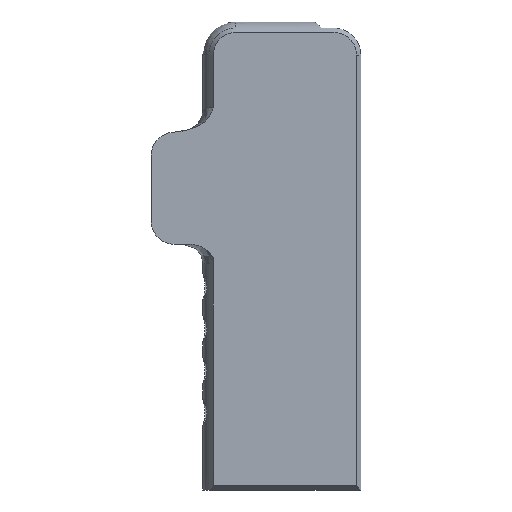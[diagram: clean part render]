
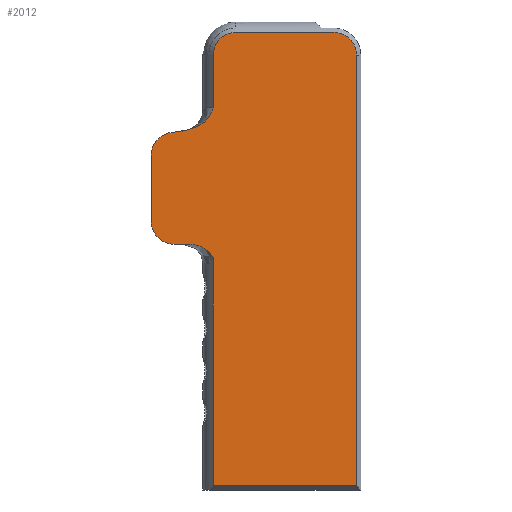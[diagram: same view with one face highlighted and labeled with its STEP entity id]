
A CAD part, front view. The second image highlights one B-rep face of the part: STEP entity #2012.
In plain terms, the highlighted planar face has unit normal (0, -1, 0).
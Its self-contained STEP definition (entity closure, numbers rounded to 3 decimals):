
#79=LINE('',#2827,#261);
#143=LINE('',#3162,#325);
#205=LINE('',#3309,#387);
#208=LINE('',#3317,#390);
#209=LINE('',#3320,#391);
#222=LINE('',#3698,#404);
#226=LINE('',#3708,#408);
#229=LINE('',#3713,#411);
#261=VECTOR('',#2224,10.);
#325=VECTOR('',#2380,10.);
#387=VECTOR('',#2528,10.);
#390=VECTOR('',#2537,10.);
#391=VECTOR('',#2540,10.);
#404=VECTOR('',#2577,10.);
#408=VECTOR('',#2589,10.);
#411=VECTOR('',#2594,10.);
#489=PLANE('',#2161);
#578=FACE_OUTER_BOUND('',#692,.T.);
#692=EDGE_LOOP('',(#1763,#1764,#1765,#1766,#1767,#1768,#1769,#1770,#1771,
#1772,#1773,#1774,#1775,#1776,#1777));
#734=CIRCLE('',#2051,7.792);
#758=CIRCLE('',#2097,2.972);
#769=CIRCLE('',#2139,2.97);
#774=CIRCLE('',#2155,2.903);
#776=CIRCLE('',#2160,2.948);
#795=B_SPLINE_CURVE_WITH_KNOTS('',3,(#2797,#2798,#2799,#2800,#2801,#2802,
#2803,#2804,#2805,#2806),.UNSPECIFIED.,.F.,.F.,(4,2,2,2,4),(0.083,
0.144,0.254,0.34,0.425),
 .UNSPECIFIED.);
#802=B_SPLINE_CURVE_WITH_KNOTS('',3,(#2933,#2934,#2935,#2936,#2937,#2938,
#2939,#2940),.UNSPECIFIED.,.F.,.F.,(4,2,2,4),(0.,0.135,0.28,
0.308),.UNSPECIFIED.);
#848=VERTEX_POINT('',#2777);
#849=VERTEX_POINT('',#2796);
#853=VERTEX_POINT('',#2826);
#856=VERTEX_POINT('',#2872);
#860=VERTEX_POINT('',#2926);
#862=VERTEX_POINT('',#2944);
#931=VERTEX_POINT('',#3159);
#932=VERTEX_POINT('',#3161);
#933=VERTEX_POINT('',#3168);
#976=VERTEX_POINT('',#3315);
#977=VERTEX_POINT('',#3319);
#1005=VERTEX_POINT('',#3696);
#1006=VERTEX_POINT('',#3697);
#1008=VERTEX_POINT('',#3707);
#1009=VERTEX_POINT('',#3712);
#1047=EDGE_CURVE('',#849,#848,#795,.F.);
#1053=EDGE_CURVE('',#849,#853,#79,.T.);
#1061=EDGE_CURVE('',#860,#856,#802,.T.);
#1064=EDGE_CURVE('',#862,#860,#734,.T.);
#1155=EDGE_CURVE('',#931,#932,#143,.T.);
#1159=EDGE_CURVE('',#933,#932,#758,.T.);
#1228=EDGE_CURVE('',#862,#933,#205,.T.);
#1229=EDGE_CURVE('',#931,#853,#769,.T.);
#1232=EDGE_CURVE('',#848,#976,#208,.T.);
#1233=EDGE_CURVE('',#977,#856,#209,.T.);
#1268=EDGE_CURVE('',#1005,#1006,#222,.T.);
#1272=EDGE_CURVE('',#1006,#977,#774,.T.);
#1274=EDGE_CURVE('',#976,#1008,#226,.T.);
#1277=EDGE_CURVE('',#1008,#1009,#229,.T.);
#1279=EDGE_CURVE('',#1009,#1005,#776,.T.);
#1763=ORIENTED_EDGE('',*,*,#1268,.T.);
#1764=ORIENTED_EDGE('',*,*,#1272,.T.);
#1765=ORIENTED_EDGE('',*,*,#1233,.T.);
#1766=ORIENTED_EDGE('',*,*,#1061,.F.);
#1767=ORIENTED_EDGE('',*,*,#1064,.F.);
#1768=ORIENTED_EDGE('',*,*,#1228,.T.);
#1769=ORIENTED_EDGE('',*,*,#1159,.T.);
#1770=ORIENTED_EDGE('',*,*,#1155,.F.);
#1771=ORIENTED_EDGE('',*,*,#1229,.T.);
#1772=ORIENTED_EDGE('',*,*,#1053,.F.);
#1773=ORIENTED_EDGE('',*,*,#1047,.T.);
#1774=ORIENTED_EDGE('',*,*,#1232,.T.);
#1775=ORIENTED_EDGE('',*,*,#1274,.T.);
#1776=ORIENTED_EDGE('',*,*,#1277,.T.);
#1777=ORIENTED_EDGE('',*,*,#1279,.T.);
#2012=ADVANCED_FACE('',(#578),#489,.F.);
#2051=AXIS2_PLACEMENT_3D('',#2946,#2232,#2233);
#2097=AXIS2_PLACEMENT_3D('',#3169,#2388,#2389);
#2139=AXIS2_PLACEMENT_3D('',#3311,#2531,#2532);
#2155=AXIS2_PLACEMENT_3D('',#3704,#2583,#2584);
#2160=AXIS2_PLACEMENT_3D('',#3716,#2598,#2599);
#2161=AXIS2_PLACEMENT_3D('',#3717,#2600,#2601);
#2224=DIRECTION('',(-1.,0.,0.));
#2232=DIRECTION('center_axis',(0.,-1.,0.));
#2233=DIRECTION('ref_axis',(0.113,0.,-0.994));
#2380=DIRECTION('',(0.,0.,1.));
#2388=DIRECTION('center_axis',(0.,-1.,0.));
#2389=DIRECTION('ref_axis',(-0.131,0.,0.991));
#2528=DIRECTION('',(-0.994,0.,-0.113));
#2531=DIRECTION('center_axis',(0.,-1.,0.));
#2532=DIRECTION('ref_axis',(-1.,0.,0.));
#2537=DIRECTION('',(0.,0.,-1.));
#2540=DIRECTION('',(0.,0.,-1.));
#2577=DIRECTION('',(-1.,0.,0.));
#2583=DIRECTION('center_axis',(0.,-1.,0.));
#2584=DIRECTION('ref_axis',(-1.,0.,0.));
#2589=DIRECTION('',(1.,0.,0.));
#2594=DIRECTION('',(0.,0.,1.));
#2598=DIRECTION('center_axis',(0.,-1.,0.));
#2599=DIRECTION('ref_axis',(-1.,0.,0.));
#2600=DIRECTION('center_axis',(0.,1.,0.));
#2601=DIRECTION('ref_axis',(-1.,0.,0.));
#2777=CARTESIAN_POINT('',(-12.148,-0.8,-29.837));
#2796=CARTESIAN_POINT('',(-15.196,-0.8,-28.086));
#2797=CARTESIAN_POINT('Ctrl Pts',(-12.148,-0.8,-29.837));
#2798=CARTESIAN_POINT('Ctrl Pts',(-12.238,-0.8,-29.655));
#2799=CARTESIAN_POINT('Ctrl Pts',(-12.354,-0.8,-29.485));
#2800=CARTESIAN_POINT('Ctrl Pts',(-12.723,-0.8,-29.048));
#2801=CARTESIAN_POINT('Ctrl Pts',(-13.031,-0.8,-28.792));
#2802=CARTESIAN_POINT('Ctrl Pts',(-13.662,-0.8,-28.425));
#2803=CARTESIAN_POINT('Ctrl Pts',(-13.96,-0.8,
-28.299));
#2804=CARTESIAN_POINT('Ctrl Pts',(-14.57,-0.8,
-28.131));
#2805=CARTESIAN_POINT('Ctrl Pts',(-14.883,-0.8,-28.086));
#2806=CARTESIAN_POINT('Ctrl Pts',(-15.196,-0.8,-28.086));
#2826=CARTESIAN_POINT('',(-17.245,-0.8,-28.086));
#2827=CARTESIAN_POINT('',(-10.495,-0.8,-28.086));
#2872=CARTESIAN_POINT('',(-12.148,-0.8,-10.368));
#2926=CARTESIAN_POINT('',(-14.061,-0.8,-12.677));
#2933=CARTESIAN_POINT('Ctrl Pts',(-14.061,-0.8,-12.677));
#2934=CARTESIAN_POINT('Ctrl Pts',(-13.658,-0.8,-12.475));
#2935=CARTESIAN_POINT('Ctrl Pts',(-13.298,-0.8,
-12.195));
#2936=CARTESIAN_POINT('Ctrl Pts',(-12.672,-0.8,
-11.499));
#2937=CARTESIAN_POINT('Ctrl Pts',(-12.417,-0.8,-11.079));
#2938=CARTESIAN_POINT('Ctrl Pts',(-12.206,-0.8,
-10.541));
#2939=CARTESIAN_POINT('Ctrl Pts',(-12.176,-0.8,-10.455));
#2940=CARTESIAN_POINT('Ctrl Pts',(-12.148,-0.8,-10.368));
#2944=CARTESIAN_POINT('',(-16.661,-0.8,-13.447));
#2946=CARTESIAN_POINT('Origin',(-17.54,-0.8,-5.705));
#3159=CARTESIAN_POINT('',(-20.215,-0.8,-25.116));
#3161=CARTESIAN_POINT('',(-20.214,-0.8,-16.503));
#3162=CARTESIAN_POINT('',(-20.215,-0.8,-25.116));
#3168=CARTESIAN_POINT('',(-17.631,-0.8,-13.557));
#3169=CARTESIAN_POINT('Origin',(-17.243,-0.8,-16.503));
#3309=CARTESIAN_POINT('',(-16.661,-0.8,-13.447));
#3311=CARTESIAN_POINT('Origin',(-17.245,-0.8,-25.116));
#3315=CARTESIAN_POINT('',(-12.148,-0.8,-59.448));
#3317=CARTESIAN_POINT('',(-12.148,-0.8,-60.));
#3319=CARTESIAN_POINT('',(-12.148,-0.8,-3.455));
#3320=CARTESIAN_POINT('',(-12.148,-0.8,-60.));
#3696=CARTESIAN_POINT('',(3.5,-0.8,-0.552));
#3697=CARTESIAN_POINT('',(-9.245,-0.8,-0.552));
#3698=CARTESIAN_POINT('',(1.858,-0.8,-0.552));
#3704=CARTESIAN_POINT('Origin',(-9.245,-0.8,-3.455));
#3707=CARTESIAN_POINT('',(6.448,-0.8,-59.448));
#3708=CARTESIAN_POINT('',(7.,-0.8,-59.448));
#3712=CARTESIAN_POINT('',(6.448,-0.8,-3.5));
#3713=CARTESIAN_POINT('',(6.448,-0.8,-3.5));
#3716=CARTESIAN_POINT('Origin',(3.5,-0.8,-3.5));
#3717=CARTESIAN_POINT('Origin',(-2.85,-0.8,-30.));
